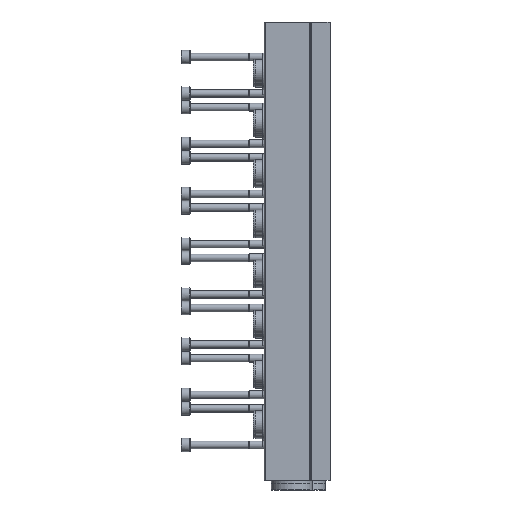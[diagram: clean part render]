
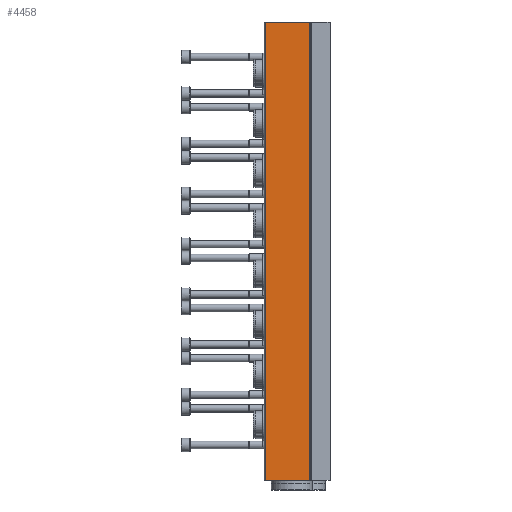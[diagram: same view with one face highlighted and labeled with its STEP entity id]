
A CAD part, left-side view. The second image highlights one B-rep face of the part: STEP entity #4458.
In plain terms, the highlighted planar face has unit normal (-1, 0, 0).
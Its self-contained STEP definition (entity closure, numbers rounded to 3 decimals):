
#219=PLANE('',#4804);
#330=LINE('',#7210,#604);
#331=LINE('',#7212,#605);
#332=LINE('',#7214,#606);
#333=LINE('',#7216,#607);
#604=VECTOR('',#5408,1000.);
#605=VECTOR('',#5411,1000.);
#606=VECTOR('',#5412,1000.);
#607=VECTOR('',#5413,1000.);
#1176=ORIENTED_EDGE('',*,*,#2330,.F.);
#1177=ORIENTED_EDGE('',*,*,#2329,.F.);
#1178=ORIENTED_EDGE('',*,*,#2331,.T.);
#1179=ORIENTED_EDGE('',*,*,#2332,.T.);
#2329=EDGE_CURVE('',#2906,#2904,#330,.T.);
#2330=EDGE_CURVE('',#2904,#2907,#331,.T.);
#2331=EDGE_CURVE('',#2906,#2908,#332,.T.);
#2332=EDGE_CURVE('',#2908,#2907,#333,.T.);
#2904=VERTEX_POINT('',#7205);
#2906=VERTEX_POINT('',#7209);
#2907=VERTEX_POINT('',#7213);
#2908=VERTEX_POINT('',#7215);
#3385=EDGE_LOOP('',(#1176,#1177,#1178,#1179));
#3865=FACE_BOUND('',#3385,.T.);
#4458=ADVANCED_FACE('',(#3865),#219,.T.);
#4804=AXIS2_PLACEMENT_3D('',#7211,#5409,#5410);
#5408=DIRECTION('',(0.,0.,1.));
#5409=DIRECTION('',(-1.,0.,0.));
#5410=DIRECTION('',(0.,0.,1.));
#5411=DIRECTION('',(0.,-1.,0.));
#5412=DIRECTION('',(0.,-1.,0.));
#5413=DIRECTION('',(0.,0.,1.));
#7205=CARTESIAN_POINT('',(-47.,41.5,0.));
#7209=CARTESIAN_POINT('',(-47.,41.5,-292.));
#7210=CARTESIAN_POINT('',(-47.,41.5,-292.));
#7211=CARTESIAN_POINT('',(-47.,41.5,-292.));
#7212=CARTESIAN_POINT('',(-47.,41.5,0.));
#7213=CARTESIAN_POINT('',(-47.,13.377,0.));
#7214=CARTESIAN_POINT('',(-47.,41.5,-292.));
#7215=CARTESIAN_POINT('',(-47.,13.377,-292.));
#7216=CARTESIAN_POINT('',(-47.,13.377,-292.));
